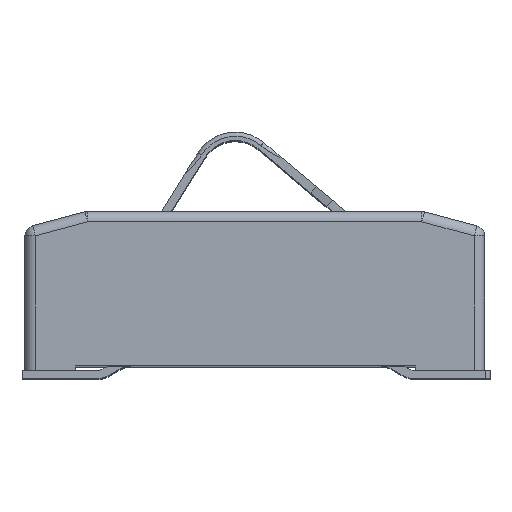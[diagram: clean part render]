
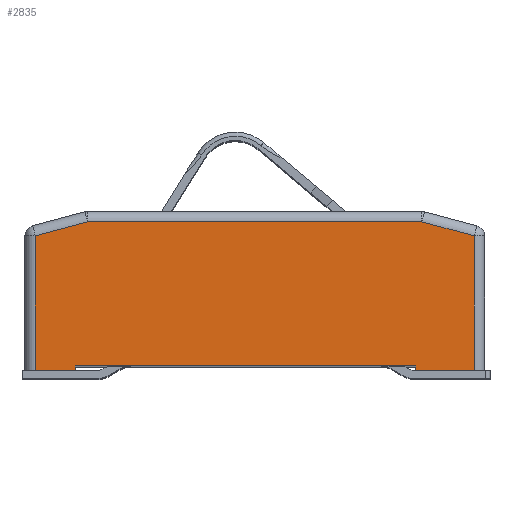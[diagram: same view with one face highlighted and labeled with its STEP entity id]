
A CAD part, top view. The second image highlights one B-rep face of the part: STEP entity #2835.
In plain terms, the highlighted planar face has unit normal (0, 0, 1).
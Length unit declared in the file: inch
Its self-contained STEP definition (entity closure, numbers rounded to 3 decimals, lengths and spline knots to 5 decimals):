
#40 = LINE ( 'NONE', #6194, #3861 ) ;
#244 = CARTESIAN_POINT ( 'NONE',  ( -0.15748, 0.13976, 0.3878 ) ) ;
#624 = VECTOR ( 'NONE', #856, 39.37008 ) ;
#827 = CARTESIAN_POINT ( 'NONE',  ( -0.16929, 0., 0.3878 ) ) ;
#856 = DIRECTION ( 'NONE',  ( 1., 0., 0. ) ) ;
#895 = VERTEX_POINT ( 'NONE', #1982 ) ;
#901 = CARTESIAN_POINT ( 'NONE',  ( 0.15157, 0.00394, 0.3878 ) ) ;
#963 = EDGE_CURVE ( 'NONE', #3314, #1053, #2133, .T. ) ;
#1053 = VERTEX_POINT ( 'NONE', #901 ) ;
#1242 = VERTEX_POINT ( 'NONE', #244 ) ;
#1312 = VERTEX_POINT ( 'NONE', #5733 ) ;
#1319 = EDGE_LOOP ( 'NONE', ( #7193, #6778, #3987, #2952, #6382, #2514, #3072, #5738, #4798, #5010 ) ) ;
#1356 = VECTOR ( 'NONE', #6733, 39.37008 ) ;
#1373 = VERTEX_POINT ( 'NONE', #6921 ) ;
#1399 = EDGE_CURVE ( 'NONE', #895, #3314, #1837, .T. ) ;
#1415 = VECTOR ( 'NONE', #5795, 39.37008 ) ;
#1428 = LINE ( 'NONE', #3255, #1415 ) ;
#1548 = LINE ( 'NONE', #827, #5801 ) ;
#1634 = FACE_OUTER_BOUND ( 'NONE', #1319, .T. ) ;
#1721 = EDGE_CURVE ( 'NONE', #5715, #1242, #6317, .T. ) ;
#1837 = LINE ( 'NONE', #5373, #7599 ) ;
#1922 = LINE ( 'NONE', #6096, #1356 ) ;
#1982 = CARTESIAN_POINT ( 'NONE',  ( -0.16929, 0., 0.3878 ) ) ;
#2023 = EDGE_CURVE ( 'NONE', #1312, #2350, #40, .T. ) ;
#2030 = DIRECTION ( 'NONE',  ( -1., 0., 0. ) ) ;
#2084 = LINE ( 'NONE', #4553, #4292 ) ;
#2133 = LINE ( 'NONE', #7525, #624 ) ;
#2350 = VERTEX_POINT ( 'NONE', #6413 ) ;
#2408 = CARTESIAN_POINT ( 'NONE',  ( -0.16929, 0.00394, 0.3878 ) ) ;
#2514 = ORIENTED_EDGE ( 'NONE', *, *, #1399, .T. ) ;
#2611 = EDGE_CURVE ( 'NONE', #1053, #1373, #3222, .T. ) ;
#2717 = AXIS2_PLACEMENT_3D ( 'NONE', #4179, #5970, #4058 ) ;
#2835 = ADVANCED_FACE ( 'NONE', ( #1634 ), #4742, .T. ) ;
#2952 = ORIENTED_EDGE ( 'NONE', *, *, #4083, .T. ) ;
#3072 = ORIENTED_EDGE ( 'NONE', *, *, #963, .T. ) ;
#3075 = CARTESIAN_POINT ( 'NONE',  ( -0.20669, 0., 0.3878 ) ) ;
#3169 = DIRECTION ( 'NONE',  ( 0.966, -0.259, 0. ) ) ;
#3222 = LINE ( 'NONE', #6844, #7163 ) ;
#3255 = CARTESIAN_POINT ( 'NONE',  ( 0.20669, 0., 0.3878 ) ) ;
#3314 = VERTEX_POINT ( 'NONE', #2408 ) ;
#3760 = CARTESIAN_POINT ( 'NONE',  ( -0.20669, 0.12658, 0.3878 ) ) ;
#3861 = VECTOR ( 'NONE', #3169, 39.37008 ) ;
#3987 = ORIENTED_EDGE ( 'NONE', *, *, #1721, .F. ) ;
#4058 = DIRECTION ( 'NONE',  ( 1., 0., 0. ) ) ;
#4083 = EDGE_CURVE ( 'NONE', #5715, #4136, #1922, .T. ) ;
#4136 = VERTEX_POINT ( 'NONE', #3075 ) ;
#4179 = CARTESIAN_POINT ( 'NONE',  ( 0., 0.06988, 0.3878 ) ) ;
#4206 = LINE ( 'NONE', #5959, #7203 ) ;
#4292 = VECTOR ( 'NONE', #6971, 39.37008 ) ;
#4553 = CARTESIAN_POINT ( 'NONE',  ( 0.20669, 0., 0.3878 ) ) ;
#4612 = EDGE_CURVE ( 'NONE', #895, #4136, #1548, .T. ) ;
#4742 = PLANE ( 'NONE',  #2717 ) ;
#4798 = ORIENTED_EDGE ( 'NONE', *, *, #5118, .F. ) ;
#5010 = ORIENTED_EDGE ( 'NONE', *, *, #6934, .T. ) ;
#5118 = EDGE_CURVE ( 'NONE', #6320, #1373, #2084, .T. ) ;
#5163 = CARTESIAN_POINT ( 'NONE',  ( -0.20669, 0.12658, 0.3878 ) ) ;
#5358 = DIRECTION ( 'NONE',  ( -1., 0., 0. ) ) ;
#5373 = CARTESIAN_POINT ( 'NONE',  ( -0.16929, 0., 0.3878 ) ) ;
#5406 = DIRECTION ( 'NONE',  ( 0., 1., 0. ) ) ;
#5565 = DIRECTION ( 'NONE',  ( 0., -1., 0. ) ) ;
#5614 = EDGE_CURVE ( 'NONE', #1312, #1242, #4206, .T. ) ;
#5715 = VERTEX_POINT ( 'NONE', #3760 ) ;
#5733 = CARTESIAN_POINT ( 'NONE',  ( 0.15748, 0.13976, 0.3878 ) ) ;
#5738 = ORIENTED_EDGE ( 'NONE', *, *, #2611, .T. ) ;
#5795 = DIRECTION ( 'NONE',  ( 0., 1., 0. ) ) ;
#5801 = VECTOR ( 'NONE', #2030, 39.37008 ) ;
#5959 = CARTESIAN_POINT ( 'NONE',  ( 0.15748, 0.13976, 0.3878 ) ) ;
#5970 = DIRECTION ( 'NONE',  ( 0., 0., 1. ) ) ;
#6096 = CARTESIAN_POINT ( 'NONE',  ( -0.20669, 0.12658, 0.3878 ) ) ;
#6194 = CARTESIAN_POINT ( 'NONE',  ( 0.15748, 0.13976, 0.3878 ) ) ;
#6317 = LINE ( 'NONE', #5163, #6973 ) ;
#6320 = VERTEX_POINT ( 'NONE', #7713 ) ;
#6359 = DIRECTION ( 'NONE',  ( 0.966, 0.259, 0. ) ) ;
#6382 = ORIENTED_EDGE ( 'NONE', *, *, #4612, .F. ) ;
#6413 = CARTESIAN_POINT ( 'NONE',  ( 0.20669, 0.12658, 0.3878 ) ) ;
#6733 = DIRECTION ( 'NONE',  ( 0., -1., 0. ) ) ;
#6778 = ORIENTED_EDGE ( 'NONE', *, *, #5614, .T. ) ;
#6844 = CARTESIAN_POINT ( 'NONE',  ( 0.15157, 0.00394, 0.3878 ) ) ;
#6921 = CARTESIAN_POINT ( 'NONE',  ( 0.15157, 0., 0.3878 ) ) ;
#6934 = EDGE_CURVE ( 'NONE', #6320, #2350, #1428, .T. ) ;
#6971 = DIRECTION ( 'NONE',  ( -1., 0., 0. ) ) ;
#6973 = VECTOR ( 'NONE', #6359, 39.37008 ) ;
#7163 = VECTOR ( 'NONE', #5565, 39.37008 ) ;
#7193 = ORIENTED_EDGE ( 'NONE', *, *, #2023, .F. ) ;
#7203 = VECTOR ( 'NONE', #5358, 39.37008 ) ;
#7525 = CARTESIAN_POINT ( 'NONE',  ( -0.16929, 0.00394, 0.3878 ) ) ;
#7599 = VECTOR ( 'NONE', #5406, 39.37008 ) ;
#7713 = CARTESIAN_POINT ( 'NONE',  ( 0.20669, 0., 0.3878 ) ) ;
